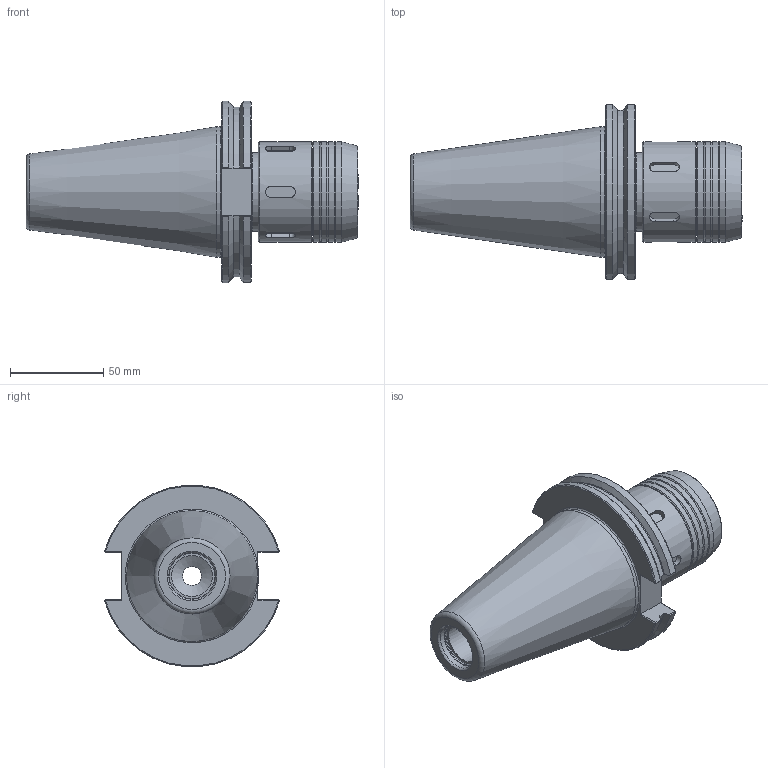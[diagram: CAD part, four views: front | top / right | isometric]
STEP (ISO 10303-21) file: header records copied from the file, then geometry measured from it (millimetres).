
FILE_DESCRIPTION(/* description */ (''),/* implementation_level */ '2;1');
FILE_NAME(/* name */ 'CAT50-BC100-0300.stp',/* time_stamp */ '2019-07-11T13:42:28-05:00',/* author */ ('ldfli'),/* organization */ (''),/* preprocessor_version */ 'ST-DEVELOPER v18',/* originating_system */ 'Autodesk Inventor LT',/* authorisation */ '');
FILE_SCHEMA (('AUTOMOTIVE_DESIGN { 1 0 10303 214 3 1 1 }'));
Length unit declared in the file: millimetre
Products named in the file (1): CAT50-BC100-0300
Bounding box: 177.97 x 93.8 x 97.14 mm (x, y, z)
Volume: 423000.8 mm3; surface area: 75830.2 mm2
Topology: 3 solids, 3 shells, 157 faces, 478 edges, 340 vertices
Faces by surface type: plane 62, cylinder 44, torus 35, cone 15, bspline 1
Full cylindrical faces by diameter (mm): 10 x1, 10.106 x1, 21.971 x1, 25 x1, 25.4 x2, 26 x1, 40.5 x1, 42 x1, 42.4 x1, 44.01 x2, 44.21 x2, 53.8 x5, 70 x1
Entity records: 5940 total; most frequent: CARTESIAN_POINT 1486, DIRECTION 961, ORIENTED_EDGE 956, EDGE_CURVE 478, AXIS2_PLACEMENT_3D 406, VERTEX_POINT 340, CIRCLE 249, EDGE_LOOP 176
